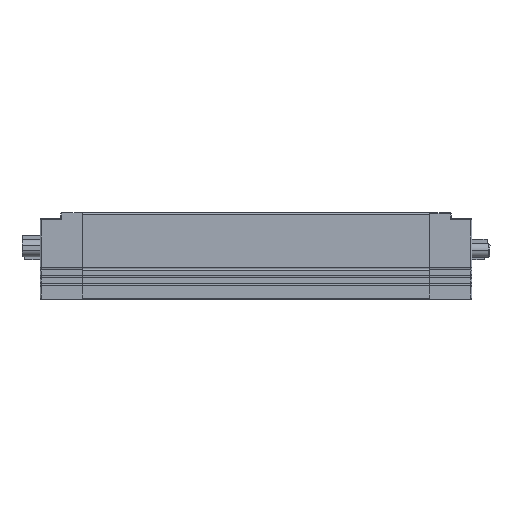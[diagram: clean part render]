
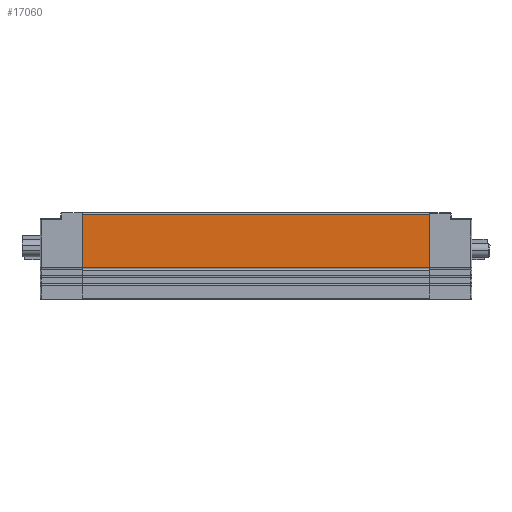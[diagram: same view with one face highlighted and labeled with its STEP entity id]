
A CAD part, front view. The second image highlights one B-rep face of the part: STEP entity #17060.
In plain terms, the highlighted planar face has unit normal (0, -1, 0).
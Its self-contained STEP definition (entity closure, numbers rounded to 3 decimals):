
#109 = AXIS2_PLACEMENT_3D ( 'NONE', #12617, #17547, #4341 ) ;
#349 = FACE_OUTER_BOUND ( 'NONE', #10823, .T. ) ;
#364 = CARTESIAN_POINT ( 'NONE',  ( 53.095, -51.9, 16.198 ) ) ;
#1462 = LINE ( 'NONE', #16690, #6973 ) ;
#2300 = LINE ( 'NONE', #364, #17501 ) ;
#2668 = PLANE ( 'NONE',  #109 ) ;
#2707 = VERTEX_POINT ( 'NONE', #11860 ) ;
#3032 = VERTEX_POINT ( 'NONE', #19653 ) ;
#3104 = DIRECTION ( 'NONE',  ( 0., 0., -1. ) ) ;
#3893 = EDGE_CURVE ( 'NONE', #17015, #3032, #12668, .T. ) ;
#4341 = DIRECTION ( 'NONE',  ( 0., 0., -1. ) ) ;
#6105 = LINE ( 'NONE', #21461, #10026 ) ;
#6112 = VERTEX_POINT ( 'NONE', #9885 ) ;
#6742 = EDGE_CURVE ( 'NONE', #6112, #3032, #6105, .T. ) ;
#6902 = ORIENTED_EDGE ( 'NONE', *, *, #6742, .F. ) ;
#6973 = VECTOR ( 'NONE', #3104, 1000. ) ;
#7672 = DIRECTION ( 'NONE',  ( -1., 0., 0. ) ) ;
#8218 = VECTOR ( 'NONE', #7672, 1000. ) ;
#9885 = CARTESIAN_POINT ( 'NONE',  ( -88.505, -51.9, 16.198 ) ) ;
#10026 = VECTOR ( 'NONE', #18196, 1000. ) ;
#10563 = EDGE_CURVE ( 'NONE', #17015, #2707, #1462, .T. ) ;
#10823 = EDGE_LOOP ( 'NONE', ( #14291, #6902, #17703, #11611 ) ) ;
#11611 = ORIENTED_EDGE ( 'NONE', *, *, #10563, .F. ) ;
#11860 = CARTESIAN_POINT ( 'NONE',  ( 88.495, -51.9, 16.198 ) ) ;
#12617 = CARTESIAN_POINT ( 'NONE',  ( -88.505, -51.9, 0.1 ) ) ;
#12668 = LINE ( 'NONE', #14466, #8218 ) ;
#13690 = DIRECTION ( 'NONE',  ( 1., 0., 0. ) ) ;
#14291 = ORIENTED_EDGE ( 'NONE', *, *, #3893, .T. ) ;
#14466 = CARTESIAN_POINT ( 'NONE',  ( -88.505, -51.9, 43.2 ) ) ;
#16690 = CARTESIAN_POINT ( 'NONE',  ( 88.495, -51.9, 0.05 ) ) ;
#17015 = VERTEX_POINT ( 'NONE', #17932 ) ;
#17060 = ADVANCED_FACE ( 'NONE', ( #349 ), #2668, .T. ) ;
#17420 = EDGE_CURVE ( 'NONE', #6112, #2707, #2300, .T. ) ;
#17501 = VECTOR ( 'NONE', #13690, 1000. ) ;
#17547 = DIRECTION ( 'NONE',  ( 0., -1., 0. ) ) ;
#17703 = ORIENTED_EDGE ( 'NONE', *, *, #17420, .T. ) ;
#17932 = CARTESIAN_POINT ( 'NONE',  ( 88.495, -51.9, 43.2 ) ) ;
#18196 = DIRECTION ( 'NONE',  ( 0., 0., 1. ) ) ;
#19653 = CARTESIAN_POINT ( 'NONE',  ( -88.505, -51.9, 43.2 ) ) ;
#21461 = CARTESIAN_POINT ( 'NONE',  ( -88.505, -51.9, 0.05 ) ) ;
